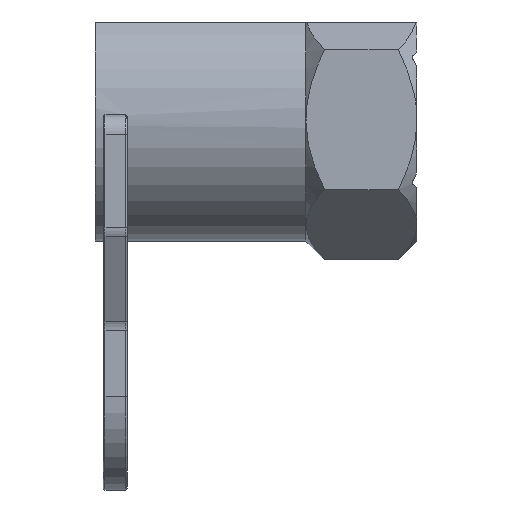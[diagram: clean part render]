
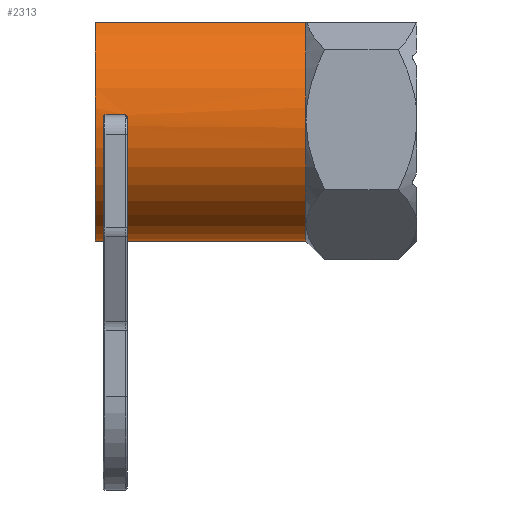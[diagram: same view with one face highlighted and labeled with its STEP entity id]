
A CAD part, left-side view. The second image highlights one B-rep face of the part: STEP entity #2313.
In plain terms, the highlighted cylindrical face has radius 37.672 mm (diameter 75.344 mm), a partial arc.
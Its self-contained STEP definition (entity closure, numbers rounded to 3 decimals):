
#860 = DIRECTION ( 'NONE',  ( 0., 1., 0. ) ) ;
#861 = VECTOR ( 'NONE', #860, 1000. ) ;
#862 = CARTESIAN_POINT ( 'NONE',  ( -22.319, 34.5, 30.348 ) ) ;
#863 = LINE ( 'NONE', #862, #861 ) ;
#864 = CARTESIAN_POINT ( 'NONE',  ( -22.319, 34.5, 30.348 ) ) ;
#872 = CARTESIAN_POINT ( 'NONE',  ( -37.659, 97.4, 0.992 ) ) ;
#873 = DIRECTION ( 'NONE',  ( 0., 0., 1. ) ) ;
#874 = DIRECTION ( 'NONE',  ( 0., -1., 0. ) ) ;
#875 = CARTESIAN_POINT ( 'NONE',  ( 0., 97.4, 0. ) ) ;
#876 = AXIS2_PLACEMENT_3D ( 'NONE', #875, #874, #873 ) ;
#877 = CIRCLE ( 'NONE', #876, 37.672 ) ;
#878 = CARTESIAN_POINT ( 'NONE',  ( -37.619, 97.4, -2. ) ) ;
#879 = CARTESIAN_POINT ( 'NONE',  ( -37.619, 90., -2. ) ) ;
#880 = DIRECTION ( 'NONE',  ( 0., 1., 0. ) ) ;
#881 = VECTOR ( 'NONE', #880, 1000. ) ;
#882 = CARTESIAN_POINT ( 'NONE',  ( -37.619, -0.001, -2. ) ) ;
#883 = DIRECTION ( 'NONE',  ( 0., 0., -1. ) ) ;
#884 = DIRECTION ( 'NONE',  ( 0., -1., 0. ) ) ;
#885 = CARTESIAN_POINT ( 'NONE',  ( 0., 100., 0. ) ) ;
#886 = AXIS2_PLACEMENT_3D ( 'NONE', #885, #884, #883 ) ;
#887 = LINE ( 'NONE', #882, #881 ) ;
#892 = CYLINDRICAL_SURFACE ( 'NONE', #886, 37.672 ) ;
#893 = FACE_OUTER_BOUND ( 'NONE', #2371, .T. ) ;
#895 = FACE_BOUND ( 'NONE', #2314, .T. ) ;
#911 = CARTESIAN_POINT ( 'NONE',  ( -37.659, 90., 0.992 ) ) ;
#912 = CARTESIAN_POINT ( 'NONE',  ( -37.642, 90.5, 1.5 ) ) ;
#913 = DIRECTION ( 'NONE',  ( 0., -1., 0. ) ) ;
#914 = VECTOR ( 'NONE', #913, 1000. ) ;
#915 = CARTESIAN_POINT ( 'NONE',  ( -37.642, 97.4, 1.5 ) ) ;
#920 = LINE ( 'NONE', #915, #914 ) ;
#921 = CARTESIAN_POINT ( 'NONE',  ( -37.642, 96.9, 1.5 ) ) ;
#922 = CARTESIAN_POINT ( 'NONE',  ( -37.642, 97.033, 1.5 ) ) ;
#923 = CARTESIAN_POINT ( 'NONE',  ( -37.644, 97.163, 1.444 ) ) ;
#924 = CARTESIAN_POINT ( 'NONE',  ( -37.651, 97.347, 1.256 ) ) ;
#925 = CARTESIAN_POINT ( 'NONE',  ( -37.655, 97.4, 1.125 ) ) ;
#926 = CARTESIAN_POINT ( 'NONE',  ( -37.659, 97.4, 0.992 ) ) ;
#928 = CARTESIAN_POINT ( 'NONE',  ( -37.642, 96.9, 1.5 ) ) ;
#929 = B_SPLINE_CURVE_WITH_KNOTS ( 'NONE', 3,
 ( #926, #925, #924, #923, #922, #921 ),
 .UNSPECIFIED., .F., .F.,
 ( 4, 2, 4 ),
 ( 0., 0., 0.001 ),
 .UNSPECIFIED. ) ;
#935 = DIRECTION ( 'NONE',  ( 0., 0., 1. ) ) ;
#936 = DIRECTION ( 'NONE',  ( 0., -1., 0. ) ) ;
#937 = AXIS2_PLACEMENT_3D ( 'NONE', #945, #936, #935 ) ;
#938 = CIRCLE ( 'NONE', #937, 37.672 ) ;
#939 = CARTESIAN_POINT ( 'NONE',  ( -37.659, 90., 0.992 ) ) ;
#940 = CARTESIAN_POINT ( 'NONE',  ( -37.655, 90., 1.125 ) ) ;
#941 = CARTESIAN_POINT ( 'NONE',  ( -37.651, 90.053, 1.256 ) ) ;
#942 = CARTESIAN_POINT ( 'NONE',  ( -37.644, 90.237, 1.444 ) ) ;
#943 = CARTESIAN_POINT ( 'NONE',  ( -37.642, 90.367, 1.5 ) ) ;
#944 = CARTESIAN_POINT ( 'NONE',  ( -37.642, 90.5, 1.5 ) ) ;
#945 = CARTESIAN_POINT ( 'NONE',  ( 0., 90., 0. ) ) ;
#946 = B_SPLINE_CURVE_WITH_KNOTS ( 'NONE', 3,
 ( #944, #943, #942, #941, #940, #939 ),
 .UNSPECIFIED., .F., .F.,
 ( 4, 2, 4 ),
 ( 0., 0., 0.001 ),
 .UNSPECIFIED. ) ;
#988 = CARTESIAN_POINT ( 'NONE',  ( 0., 34.5, -37.672 ) ) ;
#989 = DIRECTION ( 'NONE',  ( 0., -1., 0. ) ) ;
#990 = VECTOR ( 'NONE', #989, 1000. ) ;
#991 = CARTESIAN_POINT ( 'NONE',  ( 0., 100., -37.672 ) ) ;
#992 = LINE ( 'NONE', #991, #990 ) ;
#993 = CARTESIAN_POINT ( 'NONE',  ( -22.319, 100., 30.348 ) ) ;
#994 = CARTESIAN_POINT ( 'NONE',  ( 0., 100., -37.672 ) ) ;
#995 = DIRECTION ( 'NONE',  ( 0., 0., 1. ) ) ;
#996 = DIRECTION ( 'NONE',  ( 0., 1., 0. ) ) ;
#997 = CARTESIAN_POINT ( 'NONE',  ( 0., 100., 0. ) ) ;
#998 = AXIS2_PLACEMENT_3D ( 'NONE', #997, #996, #995 ) ;
#999 = CIRCLE ( 'NONE', #998, 37.672 ) ;
#1047 = DIRECTION ( 'NONE',  ( 0., 0., 1. ) ) ;
#1048 = DIRECTION ( 'NONE',  ( 0., 1., 0. ) ) ;
#1049 = CARTESIAN_POINT ( 'NONE',  ( 0., 34.5, 0. ) ) ;
#1050 = AXIS2_PLACEMENT_3D ( 'NONE', #1049, #1048, #1047 ) ;
#1051 = CIRCLE ( 'NONE', #1050, 37.672 ) ;
#2295 = VERTEX_POINT ( 'NONE', #864 ) ;
#2296 = ORIENTED_EDGE ( 'NONE', *, *, #2297, .T. ) ;
#2297 = EDGE_CURVE ( 'NONE', #2295, #2375, #863, .T. ) ;
#2313 = ADVANCED_FACE ( 'NONE', ( #895, #893 ), #892, .T. ) ;
#2314 = EDGE_LOOP ( 'NONE', ( #2315, #2319, #2322, #2326, #2341, #2343 ) ) ;
#2315 = ORIENTED_EDGE ( 'NONE', *, *, #2316, .T. ) ;
#2316 = EDGE_CURVE ( 'NONE', #2317, #2318, #887, .T. ) ;
#2317 = VERTEX_POINT ( 'NONE', #879 ) ;
#2318 = VERTEX_POINT ( 'NONE', #878 ) ;
#2319 = ORIENTED_EDGE ( 'NONE', *, *, #2320, .F. ) ;
#2320 = EDGE_CURVE ( 'NONE', #2321, #2318, #877, .T. ) ;
#2321 = VERTEX_POINT ( 'NONE', #872 ) ;
#2322 = ORIENTED_EDGE ( 'NONE', *, *, #2323, .T. ) ;
#2323 = EDGE_CURVE ( 'NONE', #2321, #2324, #929, .T. ) ;
#2324 = VERTEX_POINT ( 'NONE', #928 ) ;
#2326 = ORIENTED_EDGE ( 'NONE', *, *, #2327, .T. ) ;
#2327 = EDGE_CURVE ( 'NONE', #2324, #2328, #920, .T. ) ;
#2328 = VERTEX_POINT ( 'NONE', #912 ) ;
#2329 = VERTEX_POINT ( 'NONE', #911 ) ;
#2341 = ORIENTED_EDGE ( 'NONE', *, *, #2342, .T. ) ;
#2342 = EDGE_CURVE ( 'NONE', #2328, #2329, #946, .T. ) ;
#2343 = ORIENTED_EDGE ( 'NONE', *, *, #2344, .T. ) ;
#2344 = EDGE_CURVE ( 'NONE', #2329, #2317, #938, .T. ) ;
#2371 = EDGE_LOOP ( 'NONE', ( #2372, #2376, #2379, #2296 ) ) ;
#2372 = ORIENTED_EDGE ( 'NONE', *, *, #2373, .F. ) ;
#2373 = EDGE_CURVE ( 'NONE', #2374, #2375, #999, .T. ) ;
#2374 = VERTEX_POINT ( 'NONE', #994 ) ;
#2375 = VERTEX_POINT ( 'NONE', #993 ) ;
#2376 = ORIENTED_EDGE ( 'NONE', *, *, #2377, .T. ) ;
#2377 = EDGE_CURVE ( 'NONE', #2374, #2378, #992, .T. ) ;
#2378 = VERTEX_POINT ( 'NONE', #988 ) ;
#2379 = ORIENTED_EDGE ( 'NONE', *, *, #2380, .T. ) ;
#2380 = EDGE_CURVE ( 'NONE', #2378, #2295, #1051, .T. ) ;
